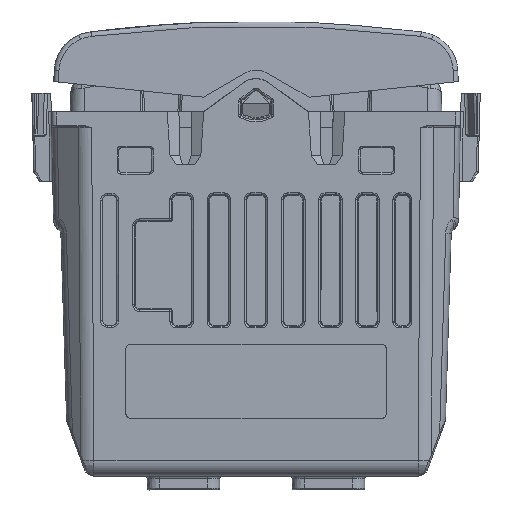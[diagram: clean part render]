
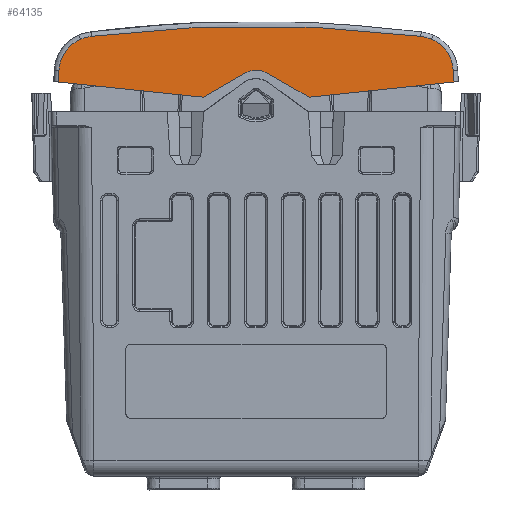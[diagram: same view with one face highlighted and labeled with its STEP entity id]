
A CAD part, left-side view. The second image highlights one B-rep face of the part: STEP entity #64135.
In plain terms, the highlighted planar face has unit normal (-0.999, 0, 0.035).
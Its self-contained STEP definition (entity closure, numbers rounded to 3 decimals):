
#64045=AXIS2_PLACEMENT_3D('Plane Axis2P3D',#64042,#64043,#64044) ;
#62229=CARTESIAN_POINT('Vertex',(-10.987,3.187,0.472)) ;
#62234=CARTESIAN_POINT('Line Origine',(-10.961,10.96,1.289)) ;
#62238=CARTESIAN_POINT('Vertex',(-10.934,18.733,2.106)) ;
#64022=CARTESIAN_POINT('Line Origine',(-10.913,18.712,2.721)) ;
#64026=CARTESIAN_POINT('Vertex',(-10.891,18.69,3.336)) ;
#64042=CARTESIAN_POINT('Axis2P3D Location',(-10.986,-2.519,0.472)) ;
#64048=CARTESIAN_POINT('Control Point',(-10.896,-1.269,3.045)) ;
#64049=CARTESIAN_POINT('Control Point',(-10.987,3.187,0.472)) ;
#64050=CARTESIAN_POINT('Vertex',(-10.896,-1.269,3.045)) ;
#64054=CARTESIAN_POINT('Control Point',(-10.896,-1.269,3.045)) ;
#64055=CARTESIAN_POINT('Control Point',(-10.885,-1.835,3.372)) ;
#64056=CARTESIAN_POINT('Control Point',(-10.88,-2.519,3.502)) ;
#64057=CARTESIAN_POINT('Control Point',(-10.884,-3.202,3.372)) ;
#64058=CARTESIAN_POINT('Control Point',(-10.896,-3.769,3.045)) ;
#64059=CARTESIAN_POINT('Vertex',(-10.896,-3.769,3.045)) ;
#64063=CARTESIAN_POINT('Control Point',(-10.896,-3.769,3.045)) ;
#64064=CARTESIAN_POINT('Control Point',(-10.984,-8.225,0.472)) ;
#64065=CARTESIAN_POINT('Vertex',(-10.984,-8.225,0.472)) ;
#64069=CARTESIAN_POINT('Control Point',(-10.984,-8.225,0.472)) ;
#64070=CARTESIAN_POINT('Control Point',(-10.923,-23.771,2.106)) ;
#64071=CARTESIAN_POINT('Vertex',(-10.923,-23.771,2.106)) ;
#64075=CARTESIAN_POINT('Control Point',(-10.88,-23.728,3.336)) ;
#64076=CARTESIAN_POINT('Control Point',(-10.923,-23.771,2.106)) ;
#64077=CARTESIAN_POINT('Vertex',(-10.88,-23.728,3.336)) ;
#64081=CARTESIAN_POINT('Control Point',(-10.88,-23.728,3.336)) ;
#64082=CARTESIAN_POINT('Control Point',(-10.842,-23.69,4.415)) ;
#64083=CARTESIAN_POINT('Control Point',(-10.805,-23.241,5.484)) ;
#64084=CARTESIAN_POINT('Control Point',(-10.777,-22.403,6.284)) ;
#64085=CARTESIAN_POINT('Control Point',(-10.763,-21.407,6.704)) ;
#64086=CARTESIAN_POINT('Vertex',(-10.763,-21.407,6.704)) ;
#64090=CARTESIAN_POINT('Control Point',(-10.763,-21.407,6.704)) ;
#64091=CARTESIAN_POINT('Control Point',(-10.758,-21.032,6.863)) ;
#64092=CARTESIAN_POINT('Control Point',(-10.754,-20.634,6.97)) ;
#64093=CARTESIAN_POINT('Control Point',(-10.752,-20.229,7.022)) ;
#64094=CARTESIAN_POINT('Vertex',(-10.752,-20.229,7.022)) ;
#64098=CARTESIAN_POINT('Control Point',(-10.752,-20.229,7.022)) ;
#64099=CARTESIAN_POINT('Control Point',(-10.715,-11.422,8.149)) ;
#64100=CARTESIAN_POINT('Control Point',(-10.704,-2.519,8.529)) ;
#64101=CARTESIAN_POINT('Control Point',(-10.72,6.385,8.149)) ;
#64102=CARTESIAN_POINT('Control Point',(-10.762,15.192,7.022)) ;
#64103=CARTESIAN_POINT('Vertex',(-10.762,15.192,7.022)) ;
#64107=CARTESIAN_POINT('Control Point',(-10.762,15.192,7.022)) ;
#64108=CARTESIAN_POINT('Control Point',(-10.764,15.597,6.97)) ;
#64109=CARTESIAN_POINT('Control Point',(-10.767,15.994,6.863)) ;
#64110=CARTESIAN_POINT('Control Point',(-10.773,16.37,6.704)) ;
#64111=CARTESIAN_POINT('Vertex',(-10.773,16.37,6.704)) ;
#64115=CARTESIAN_POINT('Control Point',(-10.773,16.37,6.704)) ;
#64116=CARTESIAN_POINT('Control Point',(-10.788,17.365,6.284)) ;
#64117=CARTESIAN_POINT('Control Point',(-10.816,18.204,5.484)) ;
#64118=CARTESIAN_POINT('Control Point',(-10.854,18.653,4.415)) ;
#64119=CARTESIAN_POINT('Control Point',(-10.891,18.69,3.336)) ;
#62235=DIRECTION('Vector Direction',(-0.003,-0.995,-0.105)) ;
#64023=DIRECTION('Vector Direction',(-0.035,0.035,-0.999)) ;
#64043=DIRECTION('Axis2P3D Direction',(-0.999,0.,0.035)) ;
#64044=DIRECTION('Axis2P3D XDirection',(0.,1.,0.)) ;
#62236=VECTOR('Line Direction',#62235,1.) ;
#64024=VECTOR('Line Direction',#64023,1.) ;
#64122=ORIENTED_EDGE('',*,*,#62240,.F.) ;
#64123=ORIENTED_EDGE('',*,*,#64052,.F.) ;
#64124=ORIENTED_EDGE('',*,*,#64061,.F.) ;
#64125=ORIENTED_EDGE('',*,*,#64067,.F.) ;
#64126=ORIENTED_EDGE('',*,*,#64073,.F.) ;
#64127=ORIENTED_EDGE('',*,*,#64079,.F.) ;
#64128=ORIENTED_EDGE('',*,*,#64088,.F.) ;
#64129=ORIENTED_EDGE('',*,*,#64096,.F.) ;
#64130=ORIENTED_EDGE('',*,*,#64105,.F.) ;
#64131=ORIENTED_EDGE('',*,*,#64113,.F.) ;
#64132=ORIENTED_EDGE('',*,*,#64120,.F.) ;
#64133=ORIENTED_EDGE('',*,*,#64028,.F.) ;
#64135=ADVANCED_FACE('PartBody',(#64134),#64046,.T.) ;
#64047=B_SPLINE_CURVE_WITH_KNOTS('',1,(#64048,#64049),.UNSPECIFIED.,.F.,.U.,(2,2),(4.769,9.915),.UNSPECIFIED.) ;
#64053=B_SPLINE_CURVE_WITH_KNOTS('',4,(#64054,#64055,#64056,#64057,#64058),.UNSPECIFIED.,.F.,.U.,(5,5),(8.208,11.911),.UNSPECIFIED.) ;
#64062=B_SPLINE_CURVE_WITH_KNOTS('',1,(#64063,#64064),.UNSPECIFIED.,.F.,.U.,(2,2),(4.769,9.915),.UNSPECIFIED.) ;
#64068=B_SPLINE_CURVE_WITH_KNOTS('',1,(#64069,#64070),.UNSPECIFIED.,.F.,.U.,(2,2),(-47.422,-31.79),.UNSPECIFIED.) ;
#64074=B_SPLINE_CURVE_WITH_KNOTS('',1,(#64075,#64076),.UNSPECIFIED.,.F.,.U.,(2,2),(1.406,2.637),.UNSPECIFIED.) ;
#64080=B_SPLINE_CURVE_WITH_KNOTS('',4,(#64081,#64082,#64083,#64084,#64085),.UNSPECIFIED.,.F.,.U.,(5,5),(14.771,21.296),.UNSPECIFIED.) ;
#64089=B_SPLINE_CURVE_WITH_KNOTS('',3,(#64090,#64091,#64092,#64093),.UNSPECIFIED.,.F.,.U.,(4,4),(14.631,16.46),.UNSPECIFIED.) ;
#64097=B_SPLINE_CURVE_WITH_KNOTS('',4,(#64098,#64099,#64100,#64101,#64102),.UNSPECIFIED.,.F.,.U.,(5,5),(18.331,68.651),.UNSPECIFIED.) ;
#64106=B_SPLINE_CURVE_WITH_KNOTS('',3,(#64107,#64108,#64109,#64110),.UNSPECIFIED.,.F.,.U.,(4,4),(17.765,19.595),.UNSPECIFIED.) ;
#64114=B_SPLINE_CURVE_WITH_KNOTS('',4,(#64115,#64116,#64117,#64118,#64119),.UNSPECIFIED.,.F.,.U.,(5,5),(14.771,21.296),.UNSPECIFIED.) ;
#62240=EDGE_CURVE('',#62230,#62239,#62237,.F.) ;
#64028=EDGE_CURVE('',#62239,#64027,#64025,.F.) ;
#64052=EDGE_CURVE('',#64051,#62230,#64047,.T.) ;
#64061=EDGE_CURVE('',#64060,#64051,#64053,.F.) ;
#64067=EDGE_CURVE('',#64066,#64060,#64062,.F.) ;
#64073=EDGE_CURVE('',#64072,#64066,#64068,.F.) ;
#64079=EDGE_CURVE('',#64078,#64072,#64074,.T.) ;
#64088=EDGE_CURVE('',#64087,#64078,#64080,.F.) ;
#64096=EDGE_CURVE('',#64095,#64087,#64089,.F.) ;
#64105=EDGE_CURVE('',#64104,#64095,#64097,.F.) ;
#64113=EDGE_CURVE('',#64112,#64104,#64106,.F.) ;
#64120=EDGE_CURVE('',#64027,#64112,#64114,.F.) ;
#64121=EDGE_LOOP('',(#64122,#64123,#64124,#64125,#64126,#64127,#64128,#64129,#64130,#64131,#64132,#64133)) ;
#64134=FACE_OUTER_BOUND('',#64121,.T.) ;
#62237=LINE('Line',#62234,#62236) ;
#64025=LINE('Line',#64022,#64024) ;
#64046=PLANE('',#64045) ;
#62230=VERTEX_POINT('',#62229) ;
#62239=VERTEX_POINT('',#62238) ;
#64027=VERTEX_POINT('',#64026) ;
#64051=VERTEX_POINT('',#64050) ;
#64060=VERTEX_POINT('',#64059) ;
#64066=VERTEX_POINT('',#64065) ;
#64072=VERTEX_POINT('',#64071) ;
#64078=VERTEX_POINT('',#64077) ;
#64087=VERTEX_POINT('',#64086) ;
#64095=VERTEX_POINT('',#64094) ;
#64104=VERTEX_POINT('',#64103) ;
#64112=VERTEX_POINT('',#64111) ;
